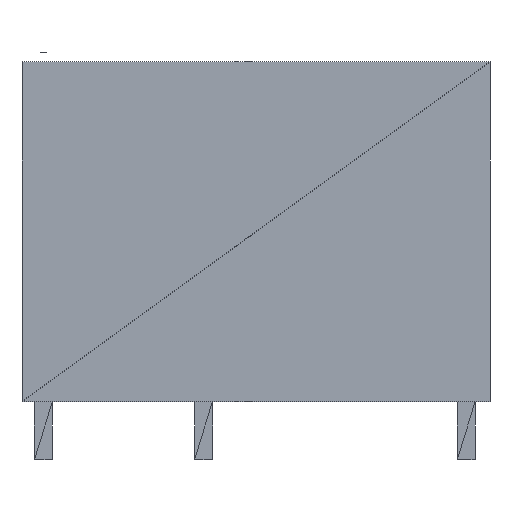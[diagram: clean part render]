
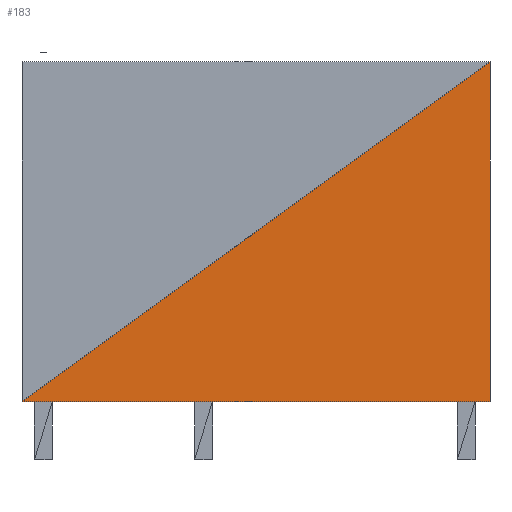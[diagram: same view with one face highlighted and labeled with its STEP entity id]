
A CAD part, left-side view. The second image highlights one B-rep face of the part: STEP entity #183.
In plain terms, the highlighted planar face has unit normal (-1, 0, 0).
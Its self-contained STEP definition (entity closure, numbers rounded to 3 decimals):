
#183=ADVANCED_FACE('',(#189),#184,.F.);
#184=PLANE('',#185);
#185=AXIS2_PLACEMENT_3D('',#186,#187,#188);
#186=CARTESIAN_POINT('Origin',(-1.257,-19.558,0.0));
#187=DIRECTION('center_axis',(1.0,0.0,0.0));
#188=DIRECTION('ref_axis',(0.,0.,1.));
#189=FACE_OUTER_BOUND('',#190,.T.);
#190=EDGE_LOOP('',(#191,#201,#211));
#191=ORIENTED_EDGE('',*,*,#192,.F.);
#192=EDGE_CURVE('',#193,#195,#197,.T.);
#193=VERTEX_POINT('',#194);
#194=CARTESIAN_POINT('',(-1.257,-19.558,14.884));
#195=VERTEX_POINT('',#196);
#196=CARTESIAN_POINT('',(-1.257,-19.558,0.0));
#197=LINE('',#198,#199);
#198=CARTESIAN_POINT('',(-1.257,-19.558,14.884));
#199=VECTOR('',#200,14.884);
#200=DIRECTION('',(0.0,0.0,-1.0));
#201=ORIENTED_EDGE('',*,*,#202,.F.);
#202=EDGE_CURVE('',#203,#205,#207,.T.);
#203=VERTEX_POINT('',#204);
#204=CARTESIAN_POINT('',(-1.257,0.94,0.0));
#205=VERTEX_POINT('',#194);
#207=LINE('',#208,#209);
#208=CARTESIAN_POINT('',(-1.257,0.94,0.0));
#209=VECTOR('',#210,25.332);
#210=DIRECTION('',(0.0,-0.809,0.588));
#211=ORIENTED_EDGE('',*,*,#212,.F.);
#212=EDGE_CURVE('',#213,#215,#217,.T.);
#213=VERTEX_POINT('',#196);
#215=VERTEX_POINT('',#204);
#217=LINE('',#218,#219);
#218=CARTESIAN_POINT('',(-1.257,-19.558,0.0));
#219=VECTOR('',#220,20.498);
#220=DIRECTION('',(0.0,1.0,0.0));
